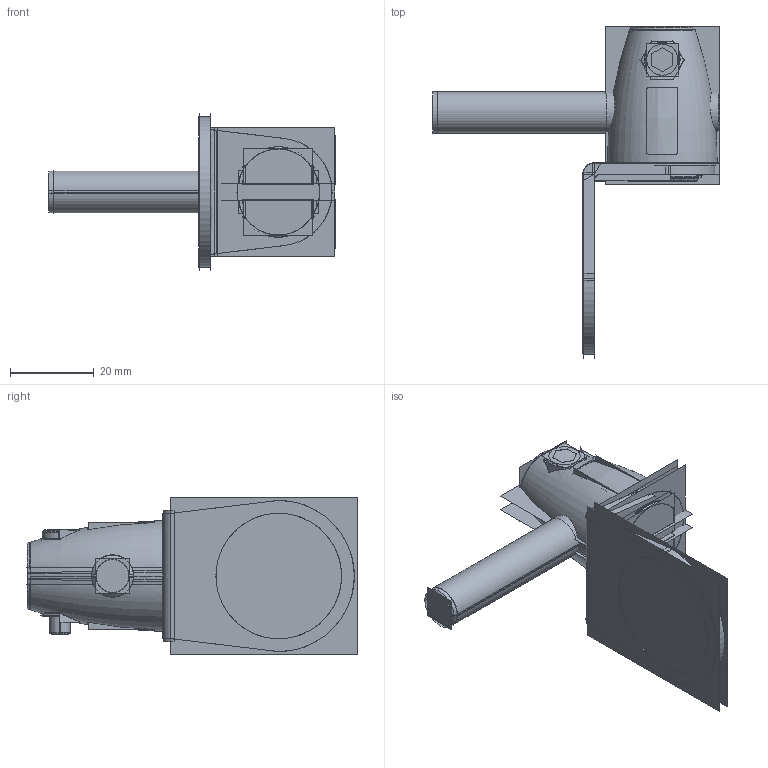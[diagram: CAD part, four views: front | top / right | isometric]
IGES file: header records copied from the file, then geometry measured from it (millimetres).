
Start section:  PTC IGES file: 214637.igs
Global section: file name: 214637.igs; native system: Creo Parametric by PTC Inc.; preprocessor: 2018300; author: pdmadmin; organization: Unknown; date: 20191009.073302; units: inch
Bounding box: 68.68 x 79.47 x 37.65 mm (x, y, z)
Volume: 18091.9 mm3; surface area: 83000.7 mm2
Topology: 6 solids, 8 shells, 320 faces, 1642 edges, 2088 vertices
Faces by surface type: bspline 184, revolution 136
